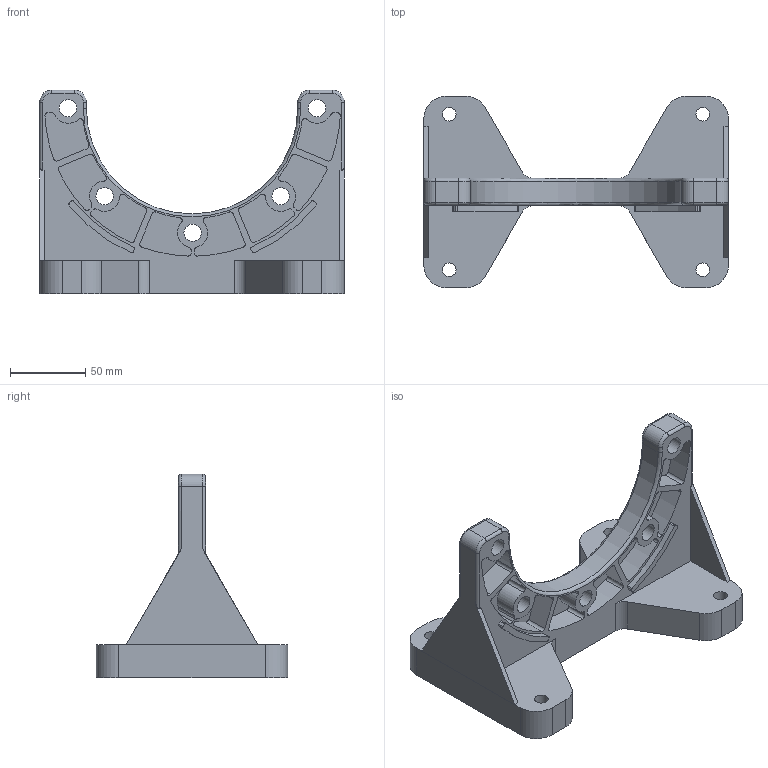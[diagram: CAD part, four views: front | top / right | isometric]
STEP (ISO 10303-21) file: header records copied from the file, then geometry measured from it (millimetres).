
FILE_DESCRIPTION(('STEP AP203'),'2;1');
FILE_NAME('P-200.stp','2007-03-19T14:14:48',(''),(''),'2005.1.101','THINKDESIGN','');
FILE_SCHEMA(('CONFIG_CONTROL_DESIGN'));
Length unit declared in the file: millimetre
Bounding box: 202 x 127 x 135 mm (x, y, z)
Volume: 242990.6 mm3; surface area: 136725.5 mm2
Topology: 1 solids, 1 shells, 288 faces, 771 edges, 486 vertices
Faces by surface type: cylinder 165, plane 91, bspline 32
Full cylindrical faces by diameter (mm): 9 x4, 11.5 x5
Entity records: 11556 total; most frequent: CARTESIAN_POINT 4073, DIRECTION 1643, ORIENTED_EDGE 1510, EDGE_CURVE 755, AXIS2_PLACEMENT_3D 632, VERTEX_POINT 486, VECTOR 379, LINE 379
